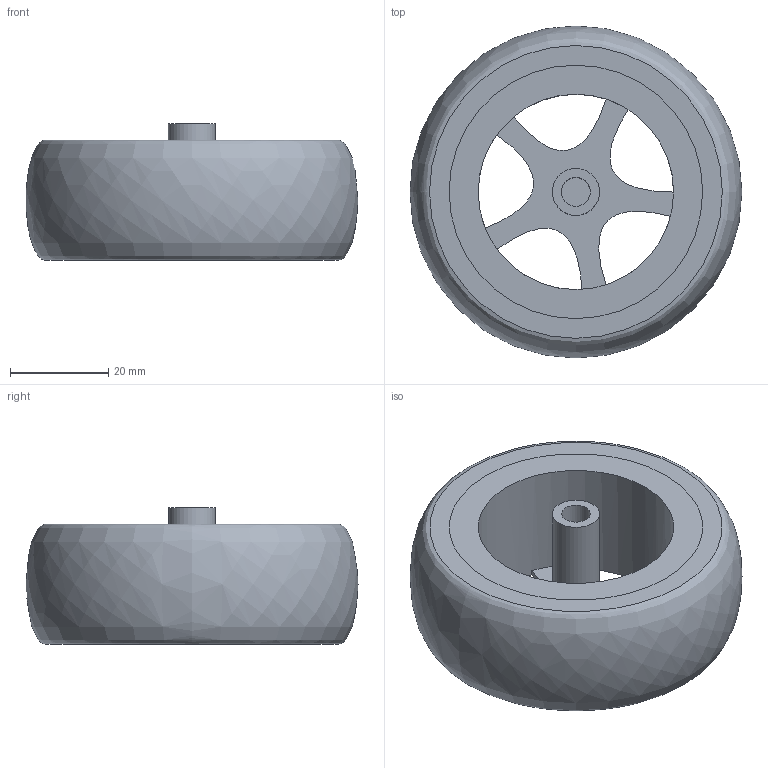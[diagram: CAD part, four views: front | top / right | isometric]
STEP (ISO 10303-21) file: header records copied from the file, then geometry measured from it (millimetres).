
FILE_DESCRIPTION(/* description */ (''),/* implementation_level */ '2;1');
FILE_NAME(/* name */ 'wheel v1_ipt_54ceef57.STEP',/* time_stamp */ '2024-05-28T14:34:06+01:00',/* author */ ('rlndo'),/* organization */ (''),/* preprocessor_version */ 'ST-DEVELOPER v16.13',/* originating_system */ 'Autodesk Inventor 2018',/* authorisation */ '');
FILE_SCHEMA (('AUTOMOTIVE_DESIGN { 1 0 10303 214 3 1 1 }'));
Length unit declared in the file: millimetre
Products named in the file (1): wheel v1
Bounding box: 67.65 x 67.7 x 27.8 mm (x, y, z)
Volume: 54990.4 mm3; surface area: 22209.5 mm2
Topology: 2 solids, 2 shells, 18 faces, 48 edges, 32 vertices
Faces by surface type: plane 7, bspline 6, cylinder 5
Full cylindrical faces by diameter (mm): 5.9 x1, 9.6 x1, 39.85 x1, 51.7 x2
Entity records: 666 total; most frequent: CARTESIAN_POINT 181, ORIENTED_EDGE 84, DIRECTION 80, EDGE_CURVE 42, AXIS2_PLACEMENT_3D 35, EDGE_LOOP 33, VERTEX_POINT 31, CIRCLE 21
